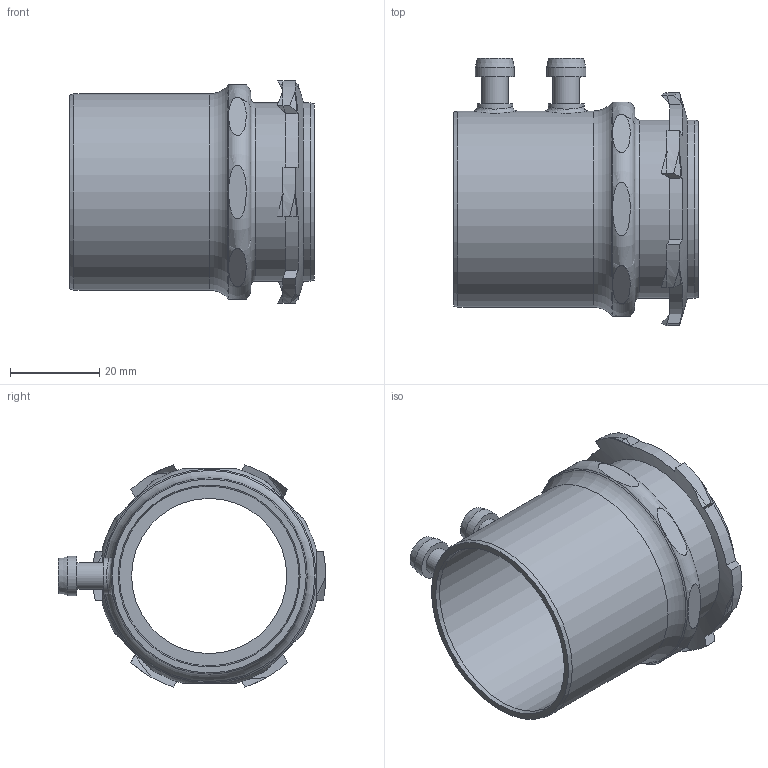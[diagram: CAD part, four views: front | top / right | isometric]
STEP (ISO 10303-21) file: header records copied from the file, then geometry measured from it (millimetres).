
FILE_DESCRIPTION(/* description */ (''),/* implementation_level */ '2;1');
FILE_NAME(/* name */ '',/* time_stamp */ '2025-06-20T15:38:19+07:00',/* author */ ('zeta-72'),/* organization */ (''),/* preprocessor_version */ 'ST-DEVELOPER v19.2',/* originating_system */ 'Autodesk Inventor 2024',/* authorisation */ '');
FILE_SCHEMA (('AUTOMOTIVE_DESIGN { 1 0 10303 214 3 1 1 }'));
Length unit declared in the file: millimetre
Products named in the file (1): ЗЭТА.046.000.000_Муфта вводная 
IP40_Упростить_1
Bounding box: 54.8 x 60 x 49.81 mm (x, y, z)
Volume: 19771 mm3; surface area: 17894.3 mm2
Topology: 7 solids, 7 shells, 113 faces, 283 edges, 173 vertices
Faces by surface type: bspline 38, plane 36, cylinder 23, cone 13, torus 3
Full cylindrical faces by diameter (mm): 6 x2, 8 x2, 8.8 x2, 34.8 x1, 40 x2, 40.3 x1, 44 x1
Entity records: 4583 total; most frequent: CARTESIAN_POINT 2077, ORIENTED_EDGE 506, DIRECTION 422, EDGE_CURVE 253, AXIS2_PLACEMENT_3D 186, VERTEX_POINT 173, EDGE_LOOP 134, STYLED_ITEM 119
